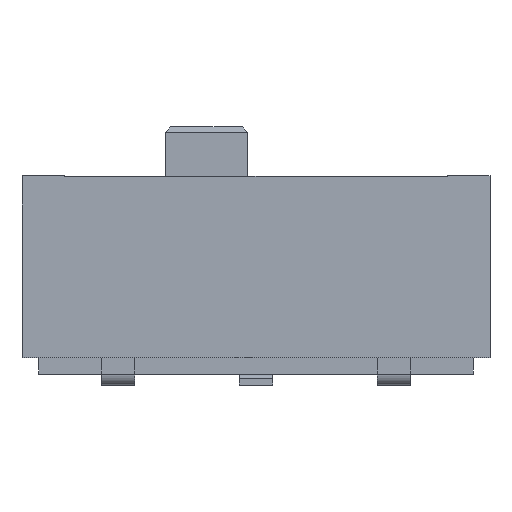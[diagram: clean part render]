
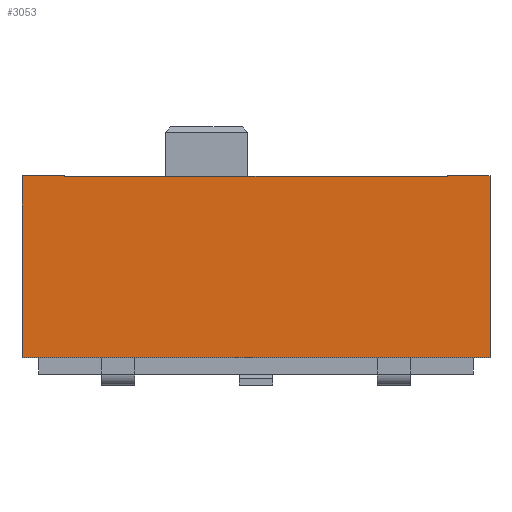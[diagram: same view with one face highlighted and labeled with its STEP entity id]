
A CAD part, front view. The second image highlights one B-rep face of the part: STEP entity #3053.
In plain terms, the highlighted planar face has unit normal (0, -1, 0).
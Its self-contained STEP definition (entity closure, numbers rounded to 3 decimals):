
#66 = VERTEX_POINT('',#67);
#67 = CARTESIAN_POINT('',(4.25,0.,-1.5));
#73 = EDGE_CURVE('',#74,#66,#76,.T.);
#74 = VERTEX_POINT('',#75);
#75 = CARTESIAN_POINT('',(-4.25,0.,-1.5));
#76 = LINE('',#77,#78);
#77 = CARTESIAN_POINT('',(0.,0.,-1.5));
#78 = VECTOR('',#79,1.);
#79 = DIRECTION('',(1.,0.,0.));
#2058 = VERTEX_POINT('',#2059);
#2059 = CARTESIAN_POINT('',(-3.475,0.,1.79));
#2065 = EDGE_CURVE('',#2066,#2058,#2068,.T.);
#2066 = VERTEX_POINT('',#2067);
#2067 = CARTESIAN_POINT('',(3.475,0.,1.79));
#2068 = LINE('',#2069,#2070);
#2069 = CARTESIAN_POINT('',(-3.475,0.,1.79));
#2070 = VECTOR('',#2071,1.);
#2071 = DIRECTION('',(-1.,-0.,-0.));
#2643 = VERTEX_POINT('',#2644);
#2644 = CARTESIAN_POINT('',(4.25,0.,1.8));
#2650 = EDGE_CURVE('',#2643,#66,#2651,.T.);
#2651 = LINE('',#2652,#2653);
#2652 = CARTESIAN_POINT('',(4.25,0.,-1.8));
#2653 = VECTOR('',#2654,1.);
#2654 = DIRECTION('',(-0.,-0.,-1.));
#2774 = EDGE_CURVE('',#74,#2775,#2777,.T.);
#2775 = VERTEX_POINT('',#2776);
#2776 = CARTESIAN_POINT('',(-4.25,0.,1.8));
#2777 = LINE('',#2778,#2779);
#2778 = CARTESIAN_POINT('',(-4.25,0.,-1.8));
#2779 = VECTOR('',#2780,1.);
#2780 = DIRECTION('',(0.,0.,1.));
#2844 = VERTEX_POINT('',#2845);
#2845 = CARTESIAN_POINT('',(-3.475,0.,1.8));
#2876 = EDGE_CURVE('',#2775,#2844,#2877,.T.);
#2877 = LINE('',#2878,#2879);
#2878 = CARTESIAN_POINT('',(-4.25,0.,1.8));
#2879 = VECTOR('',#2880,1.);
#2880 = DIRECTION('',(1.,0.,0.));
#3009 = VERTEX_POINT('',#3010);
#3010 = CARTESIAN_POINT('',(3.475,0.,1.8));
#3016 = EDGE_CURVE('',#3009,#2643,#3017,.T.);
#3017 = LINE('',#3018,#3019);
#3018 = CARTESIAN_POINT('',(-4.25,0.,1.8));
#3019 = VECTOR('',#3020,1.);
#3020 = DIRECTION('',(1.,0.,0.));
#3053 = ADVANCED_FACE('',(#3054),#3074,.F.);
#3054 = FACE_BOUND('',#3055,.T.);
#3055 = EDGE_LOOP('',(#3056,#3062,#3063,#3064,#3065,#3066,#3067,#3073));
#3056 = ORIENTED_EDGE('',*,*,#3057,.T.);
#3057 = EDGE_CURVE('',#2058,#2844,#3058,.T.);
#3058 = LINE('',#3059,#3060);
#3059 = CARTESIAN_POINT('',(-3.475,0.,1.79));
#3060 = VECTOR('',#3061,1.);
#3061 = DIRECTION('',(0.,0.,1.));
#3062 = ORIENTED_EDGE('',*,*,#2876,.F.);
#3063 = ORIENTED_EDGE('',*,*,#2774,.F.);
#3064 = ORIENTED_EDGE('',*,*,#73,.T.);
#3065 = ORIENTED_EDGE('',*,*,#2650,.F.);
#3066 = ORIENTED_EDGE('',*,*,#3016,.F.);
#3067 = ORIENTED_EDGE('',*,*,#3068,.F.);
#3068 = EDGE_CURVE('',#2066,#3009,#3069,.T.);
#3069 = LINE('',#3070,#3071);
#3070 = CARTESIAN_POINT('',(3.475,0.,1.79));
#3071 = VECTOR('',#3072,1.);
#3072 = DIRECTION('',(0.,0.,1.));
#3073 = ORIENTED_EDGE('',*,*,#2065,.T.);
#3074 = PLANE('',#3075);
#3075 = AXIS2_PLACEMENT_3D('',#3076,#3077,#3078);
#3076 = CARTESIAN_POINT('',(0.,0.,0.));
#3077 = DIRECTION('',(0.,1.,0.));
#3078 = DIRECTION('',(0.,-0.,1.));
